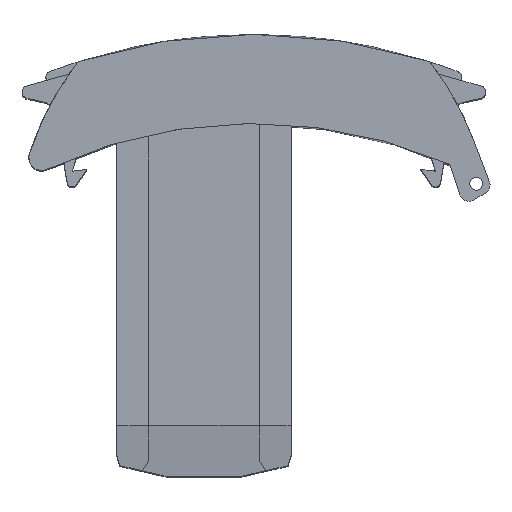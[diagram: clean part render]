
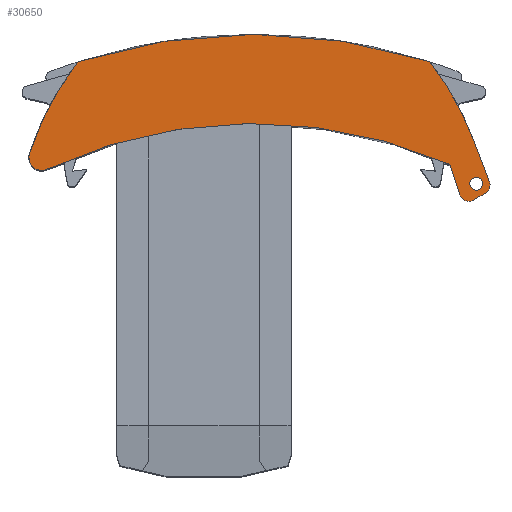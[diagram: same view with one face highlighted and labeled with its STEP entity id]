
A CAD part, top view. The second image highlights one B-rep face of the part: STEP entity #30650.
In plain terms, the highlighted face is planar.
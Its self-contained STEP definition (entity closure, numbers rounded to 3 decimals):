
#29260=CARTESIAN_POINT('',(-16.302,6.08,
-65.2));
#29270=DIRECTION('',(0.,0.,1.));
#29280=DIRECTION('',(1.,0.,0.));
#29290=AXIS2_PLACEMENT_3D('',#29260,#29270,#29280);
#29300=CIRCLE('',#29290,1.);
#29310=CARTESIAN_POINT('',(-16.802,5.214,
-65.2));
#29320=VERTEX_POINT('',#29310);
#29330=CARTESIAN_POINT('',(-15.302,6.08,
-65.2));
#29340=VERTEX_POINT('',#29330);
#29350=EDGE_CURVE('',#29320,#29340,#29300,.T.);
#29490=CARTESIAN_POINT('',(-17.302,6.08,
-65.2));
#29500=VERTEX_POINT('',#29490);
#29530=EDGE_CURVE('',#29500,#29320,#29300,.T.);
#29650=CARTESIAN_POINT('',(-9.931,19.055,
-65.2));
#29660=DIRECTION('',(0.,0.,1.));
#29670=DIRECTION('',(1.,0.,0.));
#29680=AXIS2_PLACEMENT_3D('',#29650,#29660,#29670);
#29690=PLANE('',#29680);
#29700=CARTESIAN_POINT('',(-16.965,5.885,
-65.2));
#29710=DIRECTION('',(0.,0.,1.));
#29720=DIRECTION('',(-1.,0.,0.));
#29730=AXIS2_PLACEMENT_3D('',#29700,#29710,#29720);
#29740=CIRCLE('',#29730,1.5);
#29750=CARTESIAN_POINT('',(-18.366,6.421,
-65.2));
#29760=VERTEX_POINT('',#29750);
#29770=CARTESIAN_POINT('',(-17.715,4.586,
-65.2));
#29780=VERTEX_POINT('',#29770);
#29790=EDGE_CURVE('',#29760,#29780,#29740,.T.);
#29800=ORIENTED_EDGE('',*,*,#29790,.F.);
#29810=CARTESIAN_POINT('',(18.634,-16.4,
-65.2));
#29820=DIRECTION('',(0.866,-0.5,
0.));
#29830=VECTOR('',#29820,1.);
#29840=LINE('',#29810,#29830);
#29850=CARTESIAN_POINT('',(-15.884,3.529,
-65.2));
#29860=VERTEX_POINT('',#29850);
#29870=EDGE_CURVE('',#29780,#29860,#29840,.T.);
#29880=ORIENTED_EDGE('',*,*,#29870,.F.);
#29890=CARTESIAN_POINT('',(-15.134,4.828,
-65.2));
#29900=DIRECTION('',(0.,0.,1.));
#29910=DIRECTION('',(-1.,0.,0.));
#29920=AXIS2_PLACEMENT_3D('',#29890,#29900,#29910);
#29930=CIRCLE('',#29920,1.5);
#29940=CARTESIAN_POINT('',(-13.708,4.361,
-65.2));
#29950=VERTEX_POINT('',#29940);
#29960=EDGE_CURVE('',#29860,#29950,#29930,.T.);
#29970=ORIENTED_EDGE('',*,*,#29960,.F.);
#29980=CARTESIAN_POINT('',(-9.275,17.903,
-65.2));
#29990=DIRECTION('',(0.311,0.95,
0.));
#30000=VECTOR('',#29990,1.);
#30010=LINE('',#29980,#30000);
#30020=CARTESIAN_POINT('',(-12.139,9.155,
-65.2));
#30030=VERTEX_POINT('',#30020);
#30040=EDGE_CURVE('',#29950,#30030,#30010,.T.);
#30050=ORIENTED_EDGE('',*,*,#30040,.F.);
#30060=CARTESIAN_POINT('',(18.634,-61.647,
-65.2));
#30070=DIRECTION('',(0.,0.,-1.));
#30080=DIRECTION('',(1.,0.,0.));
#30090=AXIS2_PLACEMENT_3D('',#30060,#30070,#30080);
#30100=CIRCLE('',#30090,77.2);
#30110=CARTESIAN_POINT('',(51.137,8.378,
-65.2));
#30120=VERTEX_POINT('',#30110);
#30130=EDGE_CURVE('',#30030,#30120,#30100,.T.);
#30140=ORIENTED_EDGE('',*,*,#30130,.F.);
#30150=CARTESIAN_POINT('',(51.979,10.192,
-65.2));
#30160=DIRECTION('',(0.,0.,-1.));
#30170=DIRECTION('',(1.,0.,0.));
#30180=AXIS2_PLACEMENT_3D('',#30150,#30160,#30170);
#30190=CIRCLE('',#30180,2.);
#30200=CARTESIAN_POINT('',(53.883,10.805,
-65.2));
#30210=VERTEX_POINT('',#30200);
#30220=EDGE_CURVE('',#30210,#30120,#30190,.T.);
#30230=ORIENTED_EDGE('',*,*,#30220,.T.);
#30240=CARTESIAN_POINT('',(9.144,-3.599,
-65.2));
#30250=DIRECTION('',(0.,0.,-1.));
#30260=DIRECTION('',(1.,0.,0.));
#30270=AXIS2_PLACEMENT_3D('',#30240,#30250,#30260);
#30280=CIRCLE('',#30270,47.);
#30290=CARTESIAN_POINT('',(46.226,25.28,
-65.2));
#30300=VERTEX_POINT('',#30290);
#30310=EDGE_CURVE('',#30300,#30210,#30280,.T.);
#30320=ORIENTED_EDGE('',*,*,#30310,.T.);
#30330=CARTESIAN_POINT('',(18.634,-61.647,
-65.2));
#30340=DIRECTION('',(0.,0.,1.));
#30350=DIRECTION('',(-1.,0.,0.));
#30360=AXIS2_PLACEMENT_3D('',#30330,#30340,#30350);
#30370=CIRCLE('',#30360,91.2);
#30380=CARTESIAN_POINT('',(-8.957,25.28,
-65.2));
#30390=VERTEX_POINT('',#30380);
#30400=EDGE_CURVE('',#30300,#30390,#30370,.T.);
#30410=ORIENTED_EDGE('',*,*,#30400,.F.);
#30420=CARTESIAN_POINT('',(28.124,-3.599,
-65.2));
#30430=DIRECTION('',(0.,0.,1.));
#30440=DIRECTION('',(-1.,0.,0.));
#30450=AXIS2_PLACEMENT_3D('',#30420,#30430,#30440);
#30460=CIRCLE('',#30450,47.);
#30470=CARTESIAN_POINT('',(-15.771,13.201,
-65.2));
#30480=VERTEX_POINT('',#30470);
#30490=EDGE_CURVE('',#30390,#30480,#30460,.T.);
#30500=ORIENTED_EDGE('',*,*,#30490,.F.);
#30510=CARTESIAN_POINT('',(-13.971,17.903,
-65.2));
#30520=DIRECTION('',(-0.357,-0.934,
0.));
#30530=VECTOR('',#30520,1.);
#30540=LINE('',#30510,#30530);
#30550=EDGE_CURVE('',#30480,#29760,#30540,.T.);
#30560=ORIENTED_EDGE('',*,*,#30550,.F.);
#30570=EDGE_LOOP('',(#30560,#30500,#30410,#30320,#30230,#30140,#30050,
#29970,#29880,#29800));
#30580=FACE_OUTER_BOUND('',#30570,.T.);
#30590=EDGE_CURVE('',#29340,#29500,#29300,.T.);
#30600=ORIENTED_EDGE('',*,*,#30590,.T.);
#30610=ORIENTED_EDGE('',*,*,#29350,.T.);
#30620=ORIENTED_EDGE('',*,*,#29530,.T.);
#30630=EDGE_LOOP('',(#30620,#30610,#30600));
#30640=FACE_BOUND('',#30630,.T.);
#30650=ADVANCED_FACE('',(#30580,#30640),#29690,.F.);
